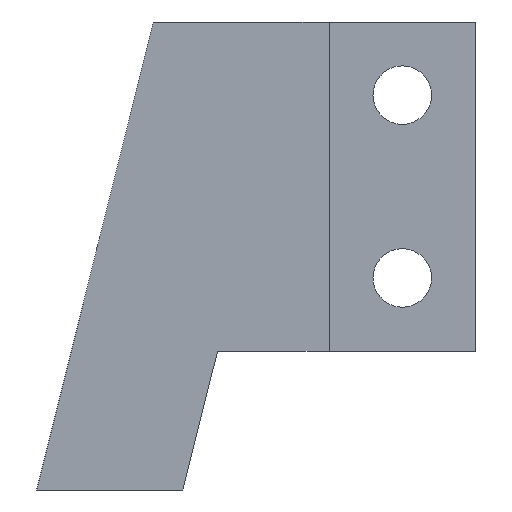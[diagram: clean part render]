
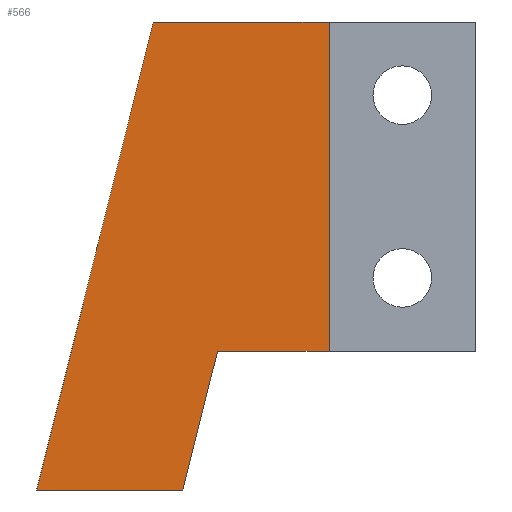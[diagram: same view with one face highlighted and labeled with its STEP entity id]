
A CAD part, front view. The second image highlights one B-rep face of the part: STEP entity #566.
In plain terms, the highlighted planar face has unit normal (0, -1, 0).
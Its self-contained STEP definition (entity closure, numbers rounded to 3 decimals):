
#33 = VERTEX_POINT('',#34);
#34 = CARTESIAN_POINT('',(7.978,2.,32.));
#43 = PLANE('',#44);
#44 = AXIS2_PLACEMENT_3D('',#45,#46,#47);
#45 = CARTESIAN_POINT('',(0.,0.,0.));
#46 = DIRECTION('',(0.97,0.,-0.242));
#47 = DIRECTION('',(0.242,0.,0.97));
#54 = PLANE('',#55);
#55 = AXIS2_PLACEMENT_3D('',#56,#57,#58);
#56 = CARTESIAN_POINT('',(0.,0.,32.));
#57 = DIRECTION('',(0.,0.,1.));
#58 = DIRECTION('',(1.,0.,0.));
#65 = EDGE_CURVE('',#33,#66,#68,.T.);
#66 = VERTEX_POINT('',#67);
#67 = CARTESIAN_POINT('',(0.,2.,0.));
#68 = SURFACE_CURVE('',#69,(#73,#79),.PCURVE_S1.);
#69 = LINE('',#70,#71);
#70 = CARTESIAN_POINT('',(0.585,2.,2.347));
#71 = VECTOR('',#72,1.);
#72 = DIRECTION('',(-0.242,-0.,-0.97));
#73 = PCURVE('',#43,#74);
#74 = DEFINITIONAL_REPRESENTATION('',(#75),#78);
#75 = B_SPLINE_CURVE_WITH_KNOTS('',1,(#76,#77),.UNSPECIFIED.,.F.,.F.,(2,
    2),(-33.858,5.717),.PIECEWISE_BEZIER_KNOTS.);
#76 = CARTESIAN_POINT('',(36.278,-2.));
#77 = CARTESIAN_POINT('',(-3.298,-2.));
#78 = ( GEOMETRIC_REPRESENTATION_CONTEXT(2) 
PARAMETRIC_REPRESENTATION_CONTEXT() REPRESENTATION_CONTEXT('2D SPACE',''
  ) );
#79 = PCURVE('',#80,#85);
#80 = PLANE('',#81);
#81 = AXIS2_PLACEMENT_3D('',#82,#83,#84);
#82 = CARTESIAN_POINT('',(20.,2.,0.));
#83 = DIRECTION('',(0.,-1.,0.));
#84 = DIRECTION('',(-1.,0.,0.));
#85 = DEFINITIONAL_REPRESENTATION('',(#86),#89);
#86 = B_SPLINE_CURVE_WITH_KNOTS('',1,(#87,#88),.UNSPECIFIED.,.F.,.F.,(2,
    2),(-33.858,5.717),.PIECEWISE_BEZIER_KNOTS.);
#87 = CARTESIAN_POINT('',(11.224,-35.2));
#88 = CARTESIAN_POINT('',(20.798,3.2));
#89 = ( GEOMETRIC_REPRESENTATION_CONTEXT(2) 
PARAMETRIC_REPRESENTATION_CONTEXT() REPRESENTATION_CONTEXT('2D SPACE',''
  ) );
#106 = PLANE('',#107);
#107 = AXIS2_PLACEMENT_3D('',#108,#109,#110);
#108 = CARTESIAN_POINT('',(0.,0.,0.));
#109 = DIRECTION('',(0.,0.,1.));
#110 = DIRECTION('',(1.,0.,0.));
#147 = EDGE_CURVE('',#33,#148,#150,.T.);
#148 = VERTEX_POINT('',#149);
#149 = CARTESIAN_POINT('',(20.,2.,32.));
#150 = SURFACE_CURVE('',#151,(#155,#161),.PCURVE_S1.);
#151 = LINE('',#152,#153);
#152 = CARTESIAN_POINT('',(10.,2.,32.));
#153 = VECTOR('',#154,1.);
#154 = DIRECTION('',(1.,0.,0.));
#155 = PCURVE('',#54,#156);
#156 = DEFINITIONAL_REPRESENTATION('',(#157),#160);
#157 = B_SPLINE_CURVE_WITH_KNOTS('',1,(#158,#159),.UNSPECIFIED.,.F.,.F.,
  (2,2),(-4.224,12.),.PIECEWISE_BEZIER_KNOTS.);
#158 = CARTESIAN_POINT('',(5.776,2.));
#159 = CARTESIAN_POINT('',(22.,2.));
#160 = ( GEOMETRIC_REPRESENTATION_CONTEXT(2) 
PARAMETRIC_REPRESENTATION_CONTEXT() REPRESENTATION_CONTEXT('2D SPACE',''
  ) );
#161 = PCURVE('',#80,#162);
#162 = DEFINITIONAL_REPRESENTATION('',(#163),#166);
#163 = B_SPLINE_CURVE_WITH_KNOTS('',1,(#164,#165),.UNSPECIFIED.,.F.,.F.,
  (2,2),(-4.224,12.),.PIECEWISE_BEZIER_KNOTS.);
#164 = CARTESIAN_POINT('',(14.224,-32.));
#165 = CARTESIAN_POINT('',(-2.,-32.));
#166 = ( GEOMETRIC_REPRESENTATION_CONTEXT(2) 
PARAMETRIC_REPRESENTATION_CONTEXT() REPRESENTATION_CONTEXT('2D SPACE',''
  ) );
#183 = PLANE('',#184);
#184 = AXIS2_PLACEMENT_3D('',#185,#186,#187);
#185 = CARTESIAN_POINT('',(20.,0.,0.));
#186 = DIRECTION('',(-1.,0.,0.));
#187 = DIRECTION('',(0.,1.,0.));
#452 = EDGE_CURVE('',#453,#66,#455,.T.);
#453 = VERTEX_POINT('',#454);
#454 = CARTESIAN_POINT('',(10.,2.,0.));
#455 = SURFACE_CURVE('',#456,(#460,#467),.PCURVE_S1.);
#456 = LINE('',#457,#458);
#457 = CARTESIAN_POINT('',(20.,2.,0.));
#458 = VECTOR('',#459,1.);
#459 = DIRECTION('',(-1.,0.,0.));
#460 = PCURVE('',#106,#461);
#461 = DEFINITIONAL_REPRESENTATION('',(#462),#466);
#462 = LINE('',#463,#464);
#463 = CARTESIAN_POINT('',(20.,2.));
#464 = VECTOR('',#465,1.);
#465 = DIRECTION('',(-1.,0.));
#466 = ( GEOMETRIC_REPRESENTATION_CONTEXT(2) 
PARAMETRIC_REPRESENTATION_CONTEXT() REPRESENTATION_CONTEXT('2D SPACE',''
  ) );
#467 = PCURVE('',#80,#468);
#468 = DEFINITIONAL_REPRESENTATION('',(#469),#473);
#469 = LINE('',#470,#471);
#470 = CARTESIAN_POINT('',(0.,-0.));
#471 = VECTOR('',#472,1.);
#472 = DIRECTION('',(1.,0.));
#473 = ( GEOMETRIC_REPRESENTATION_CONTEXT(2) 
PARAMETRIC_REPRESENTATION_CONTEXT() REPRESENTATION_CONTEXT('2D SPACE',''
  ) );
#491 = PLANE('',#492);
#492 = AXIS2_PLACEMENT_3D('',#493,#494,#495);
#493 = CARTESIAN_POINT('',(12.369,0.,9.5));
#494 = DIRECTION('',(-0.97,0.,0.242));
#495 = DIRECTION('',(-0.242,0.,-0.97)
  );
#566 = ADVANCED_FACE('',(#567),#80,.T.);
#567 = FACE_BOUND('',#568,.T.);
#568 = EDGE_LOOP('',(#569,#570,#591,#617,#638,#639));
#569 = ORIENTED_EDGE('',*,*,#452,.F.);
#570 = ORIENTED_EDGE('',*,*,#571,.F.);
#571 = EDGE_CURVE('',#572,#453,#574,.T.);
#572 = VERTEX_POINT('',#573);
#573 = CARTESIAN_POINT('',(12.369,2.,9.5));
#574 = SURFACE_CURVE('',#575,(#579,#585),.PCURVE_S1.);
#575 = LINE('',#576,#577);
#576 = CARTESIAN_POINT('',(11.477,2.,5.924));
#577 = VECTOR('',#578,1.);
#578 = DIRECTION('',(-0.242,-0.,-0.97));
#579 = PCURVE('',#80,#580);
#580 = DEFINITIONAL_REPRESENTATION('',(#581),#584);
#581 = B_SPLINE_CURVE_WITH_KNOTS('',1,(#582,#583),.UNSPECIFIED.,.F.,.F.,
  (2,2),(-4.665,7.084),.PIECEWISE_BEZIER_KNOTS.);
#582 = CARTESIAN_POINT('',(7.395,-10.45));
#583 = CARTESIAN_POINT('',(10.237,0.95));
#584 = ( GEOMETRIC_REPRESENTATION_CONTEXT(2) 
PARAMETRIC_REPRESENTATION_CONTEXT() REPRESENTATION_CONTEXT('2D SPACE',''
  ) );
#585 = PCURVE('',#491,#586);
#586 = DEFINITIONAL_REPRESENTATION('',(#587),#590);
#587 = B_SPLINE_CURVE_WITH_KNOTS('',1,(#588,#589),.UNSPECIFIED.,.F.,.F.,
  (2,2),(-4.665,7.084),.PIECEWISE_BEZIER_KNOTS.);
#588 = CARTESIAN_POINT('',(-0.979,-2.));
#589 = CARTESIAN_POINT('',(10.77,-2.));
#590 = ( GEOMETRIC_REPRESENTATION_CONTEXT(2) 
PARAMETRIC_REPRESENTATION_CONTEXT() REPRESENTATION_CONTEXT('2D SPACE',''
  ) );
#591 = ORIENTED_EDGE('',*,*,#592,.T.);
#592 = EDGE_CURVE('',#572,#593,#595,.T.);
#593 = VERTEX_POINT('',#594);
#594 = CARTESIAN_POINT('',(20.,2.,9.5));
#595 = SURFACE_CURVE('',#596,(#600,#606),.PCURVE_S1.);
#596 = LINE('',#597,#598);
#597 = CARTESIAN_POINT('',(16.184,2.,9.5));
#598 = VECTOR('',#599,1.);
#599 = DIRECTION('',(1.,0.,0.));
#600 = PCURVE('',#80,#601);
#601 = DEFINITIONAL_REPRESENTATION('',(#602),#605);
#602 = B_SPLINE_CURVE_WITH_KNOTS('',1,(#603,#604),.UNSPECIFIED.,.F.,.F.,
  (2,2),(-5.579,5.816),.PIECEWISE_BEZIER_KNOTS.);
#603 = CARTESIAN_POINT('',(9.395,-9.5));
#604 = CARTESIAN_POINT('',(-2.,-9.5));
#605 = ( GEOMETRIC_REPRESENTATION_CONTEXT(2) 
PARAMETRIC_REPRESENTATION_CONTEXT() REPRESENTATION_CONTEXT('2D SPACE',''
  ) );
#606 = PCURVE('',#607,#612);
#607 = PLANE('',#608);
#608 = AXIS2_PLACEMENT_3D('',#609,#610,#611);
#609 = CARTESIAN_POINT('',(12.369,0.,9.5));
#610 = DIRECTION('',(0.,0.,-1.));
#611 = DIRECTION('',(1.,0.,0.));
#612 = DEFINITIONAL_REPRESENTATION('',(#613),#616);
#613 = B_SPLINE_CURVE_WITH_KNOTS('',1,(#614,#615),.UNSPECIFIED.,.F.,.F.,
  (2,2),(-5.579,5.816),.PIECEWISE_BEZIER_KNOTS.);
#614 = CARTESIAN_POINT('',(-1.763,-2.));
#615 = CARTESIAN_POINT('',(9.631,-2.));
#616 = ( GEOMETRIC_REPRESENTATION_CONTEXT(2) 
PARAMETRIC_REPRESENTATION_CONTEXT() REPRESENTATION_CONTEXT('2D SPACE',''
  ) );
#617 = ORIENTED_EDGE('',*,*,#618,.T.);
#618 = EDGE_CURVE('',#593,#148,#619,.T.);
#619 = SURFACE_CURVE('',#620,(#624,#631),.PCURVE_S1.);
#620 = LINE('',#621,#622);
#621 = CARTESIAN_POINT('',(20.,2.,0.));
#622 = VECTOR('',#623,1.);
#623 = DIRECTION('',(0.,0.,1.));
#624 = PCURVE('',#80,#625);
#625 = DEFINITIONAL_REPRESENTATION('',(#626),#630);
#626 = LINE('',#627,#628);
#627 = CARTESIAN_POINT('',(0.,-0.));
#628 = VECTOR('',#629,1.);
#629 = DIRECTION('',(0.,-1.));
#630 = ( GEOMETRIC_REPRESENTATION_CONTEXT(2) 
PARAMETRIC_REPRESENTATION_CONTEXT() REPRESENTATION_CONTEXT('2D SPACE',''
  ) );
#631 = PCURVE('',#183,#632);
#632 = DEFINITIONAL_REPRESENTATION('',(#633),#637);
#633 = LINE('',#634,#635);
#634 = CARTESIAN_POINT('',(2.,0.));
#635 = VECTOR('',#636,1.);
#636 = DIRECTION('',(0.,-1.));
#637 = ( GEOMETRIC_REPRESENTATION_CONTEXT(2) 
PARAMETRIC_REPRESENTATION_CONTEXT() REPRESENTATION_CONTEXT('2D SPACE',''
  ) );
#638 = ORIENTED_EDGE('',*,*,#147,.F.);
#639 = ORIENTED_EDGE('',*,*,#65,.T.);
